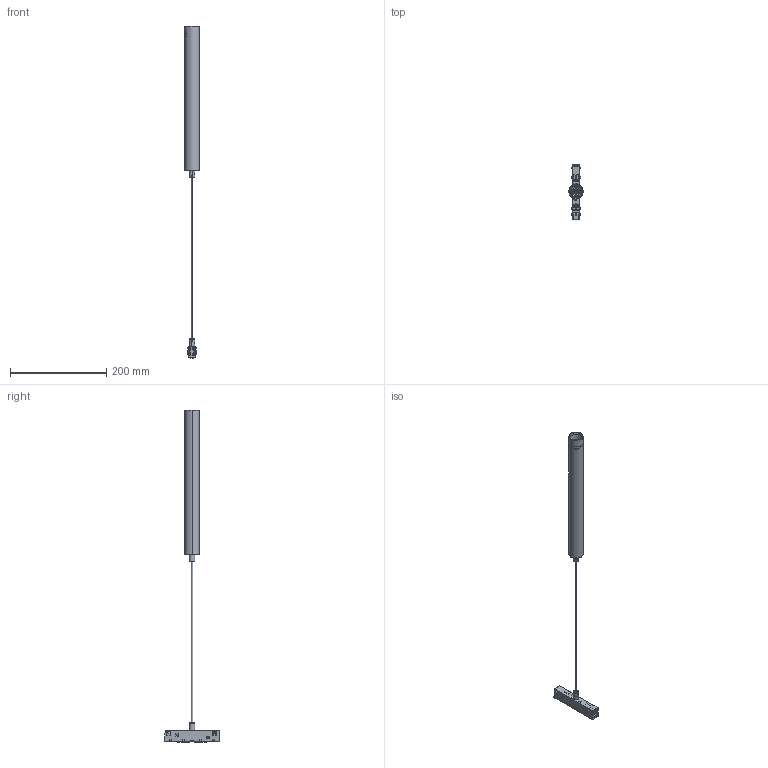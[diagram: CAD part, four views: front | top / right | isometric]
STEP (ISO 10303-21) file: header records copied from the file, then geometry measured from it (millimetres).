
FILE_DESCRIPTION (( 'STEP AP203' ), '1' );
FILE_NAME ('206-A1.STEP', '2022-08-18T00:37:17', ( 'User' ), ( 'China' ), 'SwSTEP 2.0', 'SolidWorks 2018', '' );
FILE_SCHEMA (( 'CONFIG_CONTROL_DESIGN' ));
Length unit declared in the file: millimetre
Products named in the file (36): D25-芵噩-盓殤; 磁吸驱动-普通款; 萇埭碟偌瑩; 206-A1腑芠綴裔踡嘐璃; 20傻遴萇埭碟; 嫖埭-X2215-13.2X13.2XT0.9-D5.5; ヶ遠-H26; 棠沺遺; 踡嘐璃蚾饜极-1; ｳﾁﾍｷﾊｮﾗﾖﾗﾔｹ･ﾂﾝﾋｿ  M3X5; 散热器-1; 箝壑D25芵噩蚾饜极; 坋趼麥芛蹟佪M2.5X6mm; cable01; 棠柲唅蛌結遠; 20短款电源盒装配体; 棠柲蛌唅挴誹; 絳萇肣え-A; 偌瑩苤粟銅; 綴裔; 206-A1; 短款电源盒上盖组件; 腑极蚾饜极-1; 25X5X2棠沺; 300臏奪; 傻遴萇埭碟狟裔; 粟銅3; 棠沺郪璃; 23.9X2瑚恮厙; 囀鞠褒儂譙蹟佪-M4X5; 窪嫖D25H13-芵噩; 棠柲唅蛌裔; 傻遴萇埭碟奻裔; 絳萇肣え-B; 腑极蚾饜极; 挴奪-M10X15
Assembly tree (45 placements, depth 6):
  206-A1
    腑极蚾饜极
      300臏奪
      綴裔
      踡嘐璃蚾饜极-1
        206-A1腑芠綴裔踡嘐璃
        挴奪-M10X15
        囀鞠褒儂譙蹟佪-M4X5
      腑极蚾饜极-1
        散热器-1
        箝壑D25芵噩蚾饜极
          窪嫖D25H13-芵噩
          嫖埭-X2215-13.2X13.2XT0.9-D5.5
          D25-芵噩-盓殤
        坋趼麥芛蹟佪M2.5X6mm  x2
      ヶ遠-H26
      23.9X2瑚恮厙
    20短款电源盒装配体
      20傻遴萇埭碟
        傻遴萇埭碟狟裔
        絳萇肣え-A  x2
        絳萇肣え-B  x2
        棠柲唅蛌裔
        棠柲蛌唅挴誹
        棠柲唅蛌結遠
        短款电源盒上盖组件
          傻遴萇埭碟奻裔
          棠沺郪璃  x2
            棠沺遺
            25X5X2棠沺
        磁吸驱动-普通款
        萇埭碟偌瑩
        ｳﾁﾍｷﾊｮﾗﾖﾗﾔｹ･ﾂﾝﾋｿ  M3X5  x2
        偌瑩苤粟銅
        粟銅3  x4
      206-A1腑芠綴裔踡嘐璃
      cable01
      囀鞠褒儂譙蹟佪-M4X5
Bounding box: 30 x 113 x 690.3 mm (x, y, z)
Volume: 110613.7 mm3; surface area: 129059.1 mm2
Topology: 40 solids, 48 shells, 2432 faces, 6441 edges, 4139 vertices
Faces by surface type: plane 1544, cylinder 359, bspline 342, cone 127, sphere 48, torus 12
Entity records: 82470 total; most frequent: CARTESIAN_POINT 25309, ORIENTED_EDGE 11602, DIRECTION 10037, EDGE_CURVE 5801, LINE 4225, VECTOR 4225, VERTEX_POINT 3779, AXIS2_PLACEMENT_3D 2906
